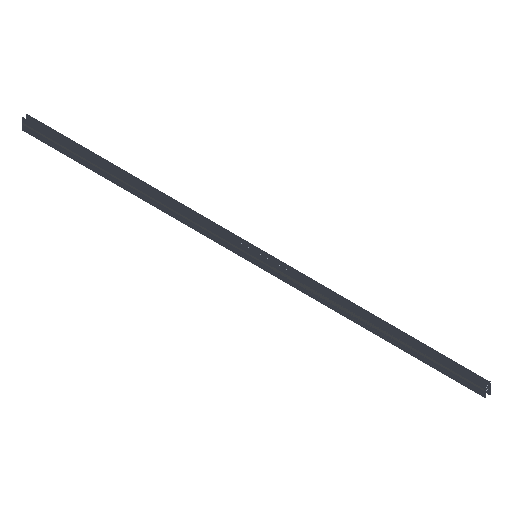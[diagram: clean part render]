
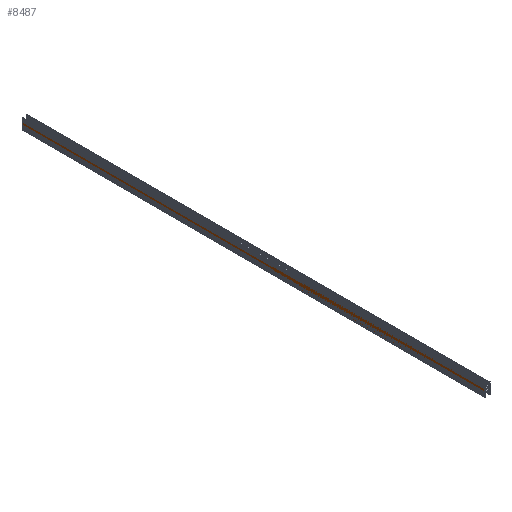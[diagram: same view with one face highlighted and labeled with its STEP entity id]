
A CAD part, isometric view. The second image highlights one B-rep face of the part: STEP entity #8487.
In plain terms, the highlighted planar face has unit normal (-1, 0, 0).
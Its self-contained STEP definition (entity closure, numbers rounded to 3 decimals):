
#502=FACE_OUTER_BOUND('',#919,.T.);
#919=EDGE_LOOP('',(#5748,#5749,#5750,#5751));
#1318=LINE('',#12015,#2294);
#1452=LINE('',#12426,#2428);
#1453=LINE('',#12429,#2429);
#1454=LINE('',#12430,#2430);
#2294=VECTOR('',#9691,10.);
#2428=VECTOR('',#10111,10.);
#2429=VECTOR('',#10114,10.);
#2430=VECTOR('',#10115,10.);
#3304=VERTEX_POINT('',#12012);
#3305=VERTEX_POINT('',#12014);
#3439=VERTEX_POINT('',#12424);
#3440=VERTEX_POINT('',#12428);
#4136=EDGE_CURVE('',#3304,#3305,#1318,.T.);
#4342=EDGE_CURVE('',#3304,#3439,#1452,.T.);
#4343=EDGE_CURVE('',#3440,#3439,#1453,.T.);
#4344=EDGE_CURVE('',#3305,#3440,#1454,.T.);
#5748=ORIENTED_EDGE('',*,*,#4342,.T.);
#5749=ORIENTED_EDGE('',*,*,#4343,.F.);
#5750=ORIENTED_EDGE('',*,*,#4344,.F.);
#5751=ORIENTED_EDGE('',*,*,#4136,.F.);
#7738=PLANE('',#9045);
#8487=ADVANCED_FACE('',(#502),#7738,.T.);
#9045=AXIS2_PLACEMENT_3D('',#12427,#10112,#10113);
#9691=DIRECTION('',(0.,0.,-1.));
#10111=DIRECTION('',(0.,1.,0.));
#10112=DIRECTION('center_axis',(-1.,0.,0.));
#10113=DIRECTION('ref_axis',(0.,0.,1.));
#10114=DIRECTION('',(0.,0.,1.));
#10115=DIRECTION('',(0.,1.,0.));
#12012=CARTESIAN_POINT('',(-8.25,-750.,17.3));
#12014=CARTESIAN_POINT('',(-8.25,-750.,-17.3));
#12015=CARTESIAN_POINT('',(-8.25,-750.,-17.3));
#12424=CARTESIAN_POINT('',(-8.25,750.,17.3));
#12426=CARTESIAN_POINT('',(-8.25,0.,17.3));
#12427=CARTESIAN_POINT('Origin',(-8.25,0.,-17.3));
#12428=CARTESIAN_POINT('',(-8.25,750.,-17.3));
#12429=CARTESIAN_POINT('',(-8.25,750.,-17.3));
#12430=CARTESIAN_POINT('',(-8.25,0.,-17.3));
